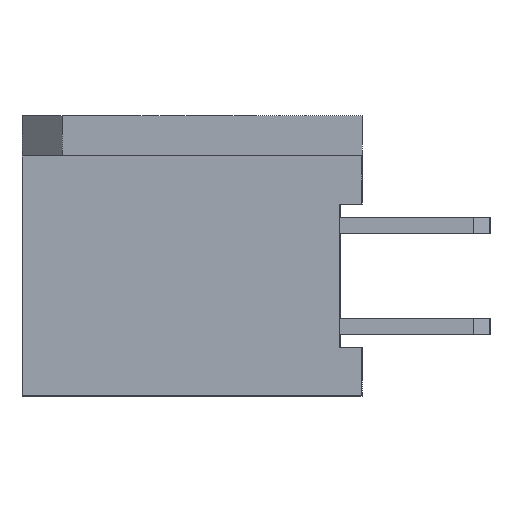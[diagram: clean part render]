
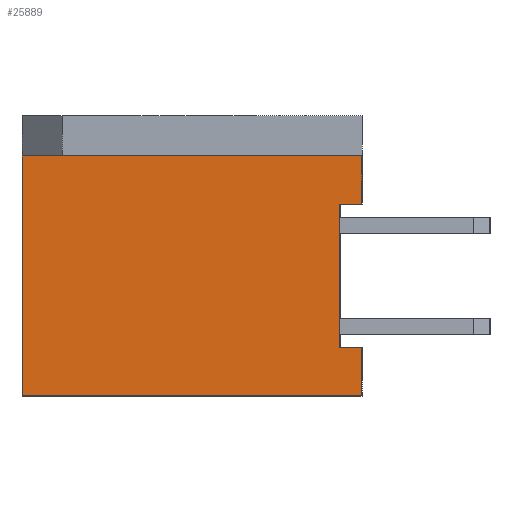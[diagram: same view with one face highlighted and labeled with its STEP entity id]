
A CAD part, left-side view. The second image highlights one B-rep face of the part: STEP entity #25889.
In plain terms, the highlighted planar face has unit normal (-1, 0, 0).
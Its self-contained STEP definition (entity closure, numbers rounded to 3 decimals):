
#43 = CARTESIAN_POINT ( 'NONE',  ( -27.94, 0., 1.8 ) ) ;
#1079 = CARTESIAN_POINT ( 'NONE',  ( -27.94, 0.55, -1.8 ) ) ;
#1181 = VECTOR ( 'NONE', #13944, 1000. ) ;
#2609 = VERTEX_POINT ( 'NONE', #26674 ) ;
#2857 = DIRECTION ( 'NONE',  ( 0., -1., 0. ) ) ;
#3955 = VECTOR ( 'NONE', #2857, 1000. ) ;
#5504 = EDGE_CURVE ( 'NONE', #2609, #38383, #26132, .T. ) ;
#6716 = DIRECTION ( 'NONE',  ( 0., 0., 1. ) ) ;
#7509 = CARTESIAN_POINT ( 'NONE',  ( -27.94, 8.5, 3. ) ) ;
#9499 = CARTESIAN_POINT ( 'NONE',  ( -27.94, 0., 3. ) ) ;
#11152 = ORIENTED_EDGE ( 'NONE', *, *, #33482, .T. ) ;
#11961 = LINE ( 'NONE', #23929, #3955 ) ;
#12191 = CARTESIAN_POINT ( 'NONE',  ( -27.94, 0.55, 1.8 ) ) ;
#13507 = DIRECTION ( 'NONE',  ( 0., 0., 1. ) ) ;
#13760 = VECTOR ( 'NONE', #32478, 1000. ) ;
#13944 = DIRECTION ( 'NONE',  ( 0., -1., 0. ) ) ;
#14028 = CARTESIAN_POINT ( 'NONE',  ( -27.94, 0., 3. ) ) ;
#15113 = ORIENTED_EDGE ( 'NONE', *, *, #23576, .T. ) ;
#15699 = DIRECTION ( 'NONE',  ( 0., 0., 1. ) ) ;
#16315 = VECTOR ( 'NONE', #26881, 1000. ) ;
#16684 = VERTEX_POINT ( 'NONE', #37070 ) ;
#17354 = LINE ( 'NONE', #14028, #37766 ) ;
#17849 = AXIS2_PLACEMENT_3D ( 'NONE', #7509, #28679, #19637 ) ;
#18167 = VERTEX_POINT ( 'NONE', #12191 ) ;
#18448 = VERTEX_POINT ( 'NONE', #34692 ) ;
#18467 = LINE ( 'NONE', #26109, #36987 ) ;
#18568 = EDGE_LOOP ( 'NONE', ( #15113, #11152, #35746, #21433, #21086, #39095, #20635, #27864 ) ) ;
#19389 = VECTOR ( 'NONE', #6716, 1000. ) ;
#19470 = PLANE ( 'NONE',  #17849 ) ;
#19637 = DIRECTION ( 'NONE',  ( 0., 0., -1. ) ) ;
#20060 = LINE ( 'NONE', #29773, #16315 ) ;
#20635 = ORIENTED_EDGE ( 'NONE', *, *, #26508, .T. ) ;
#21086 = ORIENTED_EDGE ( 'NONE', *, *, #5504, .F. ) ;
#21433 = ORIENTED_EDGE ( 'NONE', *, *, #23281, .F. ) ;
#22031 = FACE_OUTER_BOUND ( 'NONE', #18568, .T. ) ;
#23281 = EDGE_CURVE ( 'NONE', #38383, #16684, #18467, .T. ) ;
#23576 = EDGE_CURVE ( 'NONE', #37178, #18167, #26560, .T. ) ;
#23929 = CARTESIAN_POINT ( 'NONE',  ( -27.94, 0., 1.8 ) ) ;
#25428 = LINE ( 'NONE', #9499, #29203 ) ;
#25889 = ADVANCED_FACE ( 'NONE', ( #22031 ), #19470, .F. ) ;
#25952 = EDGE_CURVE ( 'NONE', #2609, #32452, #31518, .T. ) ;
#25957 = CARTESIAN_POINT ( 'NONE',  ( -27.94, 0., -3. ) ) ;
#26109 = CARTESIAN_POINT ( 'NONE',  ( -27.94, 8.5, 3. ) ) ;
#26132 = LINE ( 'NONE', #29531, #13760 ) ;
#26508 = EDGE_CURVE ( 'NONE', #32452, #18448, #17354, .T. ) ;
#26560 = LINE ( 'NONE', #27796, #19389 ) ;
#26674 = CARTESIAN_POINT ( 'NONE',  ( -27.94, 8.5, -3. ) ) ;
#26855 = EDGE_CURVE ( 'NONE', #36967, #16684, #25428, .T. ) ;
#26881 = DIRECTION ( 'NONE',  ( 0., 1., 0. ) ) ;
#27796 = CARTESIAN_POINT ( 'NONE',  ( -27.94, 0.55, 1.8 ) ) ;
#27864 = ORIENTED_EDGE ( 'NONE', *, *, #38019, .T. ) ;
#28679 = DIRECTION ( 'NONE',  ( 1., 0., 0. ) ) ;
#29203 = VECTOR ( 'NONE', #15699, 1000. ) ;
#29531 = CARTESIAN_POINT ( 'NONE',  ( -27.94, 8.5, 3. ) ) ;
#29773 = CARTESIAN_POINT ( 'NONE',  ( -27.94, 0., -1.8 ) ) ;
#31518 = LINE ( 'NONE', #35299, #1181 ) ;
#32194 = DIRECTION ( 'NONE',  ( 0., -1., 0. ) ) ;
#32452 = VERTEX_POINT ( 'NONE', #25957 ) ;
#32478 = DIRECTION ( 'NONE',  ( 0., 0., 1. ) ) ;
#33482 = EDGE_CURVE ( 'NONE', #18167, #36967, #11961, .T. ) ;
#34692 = CARTESIAN_POINT ( 'NONE',  ( -27.94, 0., -1.8 ) ) ;
#35299 = CARTESIAN_POINT ( 'NONE',  ( -27.94, 8.5, -3. ) ) ;
#35473 = CARTESIAN_POINT ( 'NONE',  ( -27.94, 8.5, 3. ) ) ;
#35746 = ORIENTED_EDGE ( 'NONE', *, *, #26855, .T. ) ;
#36967 = VERTEX_POINT ( 'NONE', #43 ) ;
#36987 = VECTOR ( 'NONE', #32194, 1000. ) ;
#37070 = CARTESIAN_POINT ( 'NONE',  ( -27.94, 0., 3. ) ) ;
#37178 = VERTEX_POINT ( 'NONE', #1079 ) ;
#37766 = VECTOR ( 'NONE', #13507, 1000. ) ;
#38019 = EDGE_CURVE ( 'NONE', #18448, #37178, #20060, .T. ) ;
#38383 = VERTEX_POINT ( 'NONE', #35473 ) ;
#39095 = ORIENTED_EDGE ( 'NONE', *, *, #25952, .T. ) ;
